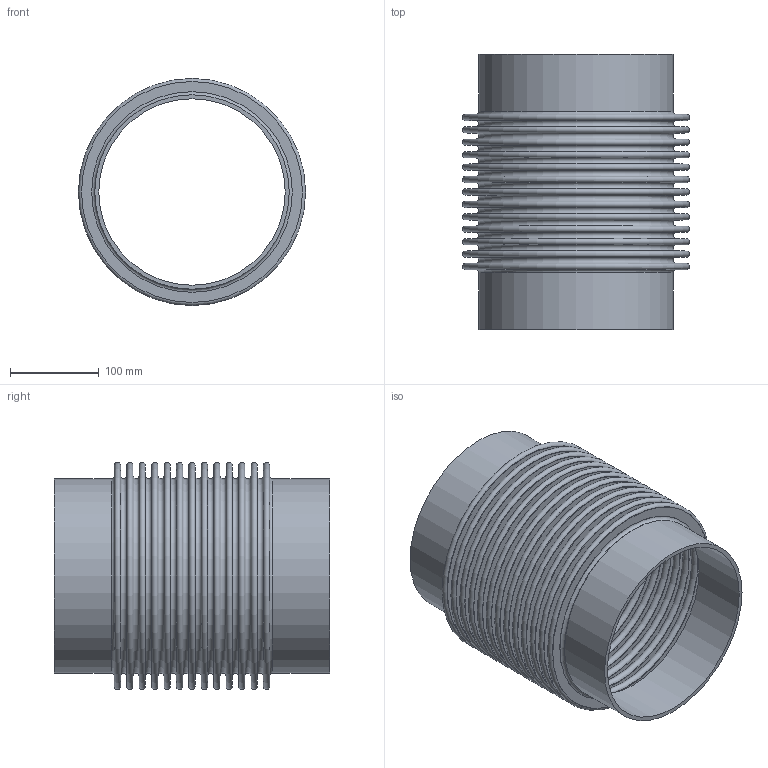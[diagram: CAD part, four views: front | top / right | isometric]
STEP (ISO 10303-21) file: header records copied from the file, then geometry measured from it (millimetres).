
FILE_DESCRIPTION(/* description */ (''),/* implementation_level */ '2;1');
FILE_NAME(/* name */ '3962.stp',/* time_stamp */ '2015-09-11T10:15:31+02:00',/* author */ ('Tekenkamer'),/* organization */ (''),/* preprocessor_version */ 'ST-DEVELOPER v15.6',/* originating_system */ 'Autodesk Inventor 2015',/* authorisation */ '');
FILE_SCHEMA (('AUTOMOTIVE_DESIGN { 1 0 10303 214 3 1 1 }'));
Length unit declared in the file: millimetre
Products named in the file (1): 3962
Bounding box: 255.96 x 310 x 255.96 mm (x, y, z)
Volume: 691619.4 mm3; surface area: 1050304.6 mm2
Topology: 1 solids, 1 shells, 114 faces, 174 edges, 116 vertices
Faces by surface type: plane 56, torus 54, cylinder 4
Full cylindrical faces by diameter (mm): 210.1 x2, 219.1 x2
Entity records: 2312 total; most frequent: DIRECTION 458, CARTESIAN_POINT 343, AXIS2_PLACEMENT_3D 229, EDGE_LOOP 228, ORIENTED_EDGE 228, FACE_BOUND 114, FACE_OUTER_BOUND 114, CIRCLE 114
